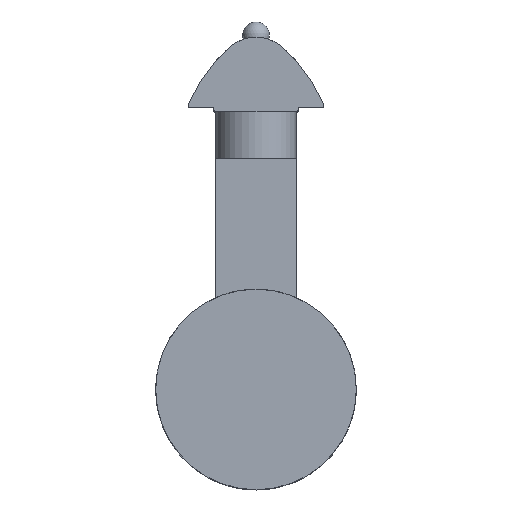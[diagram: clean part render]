
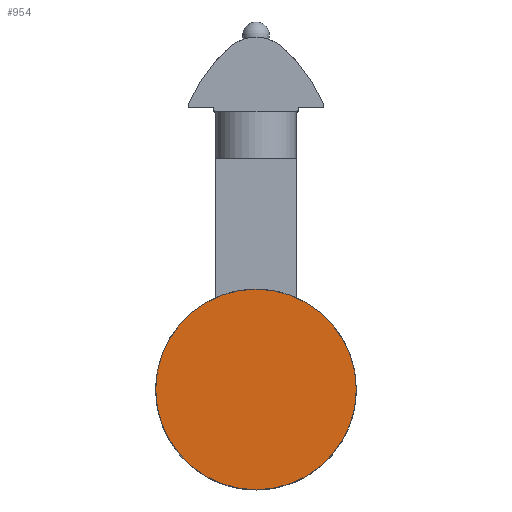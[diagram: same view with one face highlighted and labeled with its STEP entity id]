
A CAD part, top view. The second image highlights one B-rep face of the part: STEP entity #954.
In plain terms, the highlighted planar face has unit normal (0, 0, 1).
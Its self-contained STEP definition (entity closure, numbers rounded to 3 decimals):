
#82=CIRCLE('',#1078,1.5);
#83=CIRCLE('',#1079,1.5);
#165=FACE_OUTER_BOUND('',#221,.T.);
#221=EDGE_LOOP('',(#708,#709));
#404=VERTEX_POINT('',#1498);
#405=VERTEX_POINT('',#1499);
#500=EDGE_CURVE('',#404,#405,#82,.T.);
#501=EDGE_CURVE('',#405,#404,#83,.T.);
#708=ORIENTED_EDGE('',*,*,#500,.T.);
#709=ORIENTED_EDGE('',*,*,#501,.T.);
#922=PLANE('',#1102);
#954=ADVANCED_FACE('',(#165),#922,.T.);
#1078=AXIS2_PLACEMENT_3D('',#1500,#1201,#1202);
#1079=AXIS2_PLACEMENT_3D('',#1501,#1203,#1204);
#1102=AXIS2_PLACEMENT_3D('',#1691,#1266,#1267);
#1201=DIRECTION('center_axis',(0.,0.,1.));
#1202=DIRECTION('ref_axis',(-1.,0.,0.));
#1203=DIRECTION('center_axis',(0.,0.,1.));
#1204=DIRECTION('ref_axis',(-1.,0.,0.));
#1266=DIRECTION('center_axis',(0.,0.,1.));
#1267=DIRECTION('ref_axis',(-1.,0.,0.));
#1498=CARTESIAN_POINT('',(-1.5,0.,0.));
#1499=CARTESIAN_POINT('',(1.5,0.,0.));
#1500=CARTESIAN_POINT('Origin',(0.,0.,0.));
#1501=CARTESIAN_POINT('Origin',(0.,0.,0.));
#1691=CARTESIAN_POINT('Origin',(0.,0.,0.));
